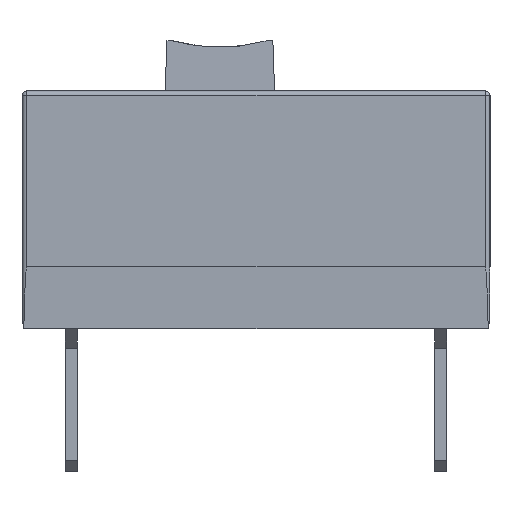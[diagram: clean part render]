
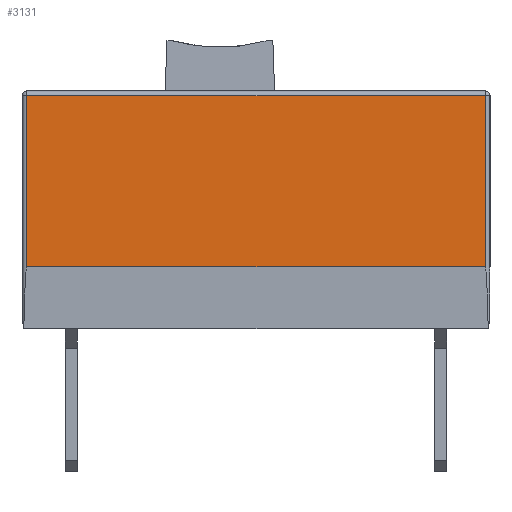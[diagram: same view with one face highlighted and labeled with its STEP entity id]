
A CAD part, left-side view. The second image highlights one B-rep face of the part: STEP entity #3131.
In plain terms, the highlighted planar face has unit normal (-1, 0, 0).
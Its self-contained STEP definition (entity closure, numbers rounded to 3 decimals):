
#3092=CARTESIAN_POINT('',(-8.255,-4.726,5.181));
#3093=VERTEX_POINT('',#3092);
#3094=CARTESIAN_POINT('',(-8.255,4.726,5.181));
#3095=VERTEX_POINT('',#3094);
#3096=CARTESIAN_POINT('',(-8.255,4.826,5.181));
#3097=DIRECTION('',(-0.0,1.0,0.0));
#3098=VECTOR('',#3097,1.0);
#3099=LINE('',#3096,#3098);
#3100=EDGE_CURVE('n� 11987',#3093,#3095,#3099,.T.);
#3101=ORIENTED_EDGE('',*,*,#3100,.T.);
#3102=CARTESIAN_POINT('',(-8.255,4.726,1.651));
#3103=VERTEX_POINT('',#3102);
#3104=CARTESIAN_POINT('',(-8.255,4.726,5.281));
#3105=DIRECTION('',(0.0,0.0,-1.0));
#3106=VECTOR('',#3105,1.0);
#3107=LINE('',#3104,#3106);
#3108=EDGE_CURVE('n� 11992',#3095,#3103,#3107,.T.);
#3109=ORIENTED_EDGE('',*,*,#3108,.T.);
#3110=CARTESIAN_POINT('',(-8.255,-4.726,1.651));
#3111=VERTEX_POINT('',#3110);
#3112=CARTESIAN_POINT('',(-8.255,4.826,1.651));
#3113=DIRECTION('',(0.0,-1.0,0.0));
#3114=VECTOR('',#3113,1.0);
#3115=LINE('',#3112,#3114);
#3116=EDGE_CURVE('n� 11978',#3103,#3111,#3115,.T.);
#3117=ORIENTED_EDGE('',*,*,#3116,.T.);
#3118=CARTESIAN_POINT('',(-8.255,-4.726,5.281));
#3119=DIRECTION('',(0.0,0.0,1.0));
#3120=VECTOR('',#3119,1.0);
#3121=LINE('',#3118,#3120);
#3122=EDGE_CURVE('n� 11990',#3111,#3093,#3121,.T.);
#3123=ORIENTED_EDGE('',*,*,#3122,.T.);
#3124=EDGE_LOOP('',(#3101,#3109,#3117,#3123));
#3125=FACE_OUTER_BOUND('',#3124,.T.);
#3126=CARTESIAN_POINT('',(-8.255,4.826,5.281));
#3127=DIRECTION('',(1.0,0.0,0.0));
#3128=DIRECTION('',(0.0,0.0,-1.0));
#3129=AXIS2_PLACEMENT_3D('',#3126,#3127,#3128);
#3130=PLANE('',#3129);
#3131=ADVANCED_FACE('n� 85',(#3125),#3130,.F.);
